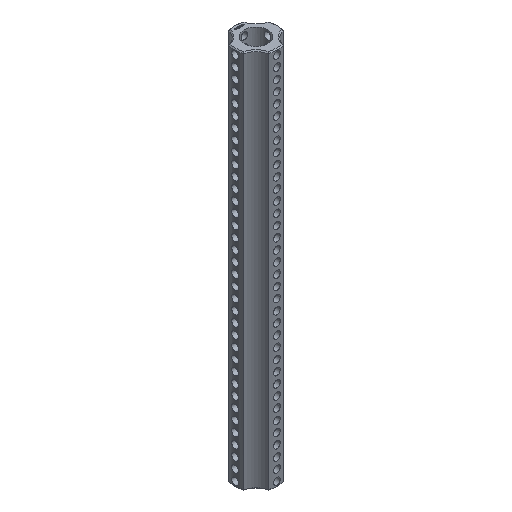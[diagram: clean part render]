
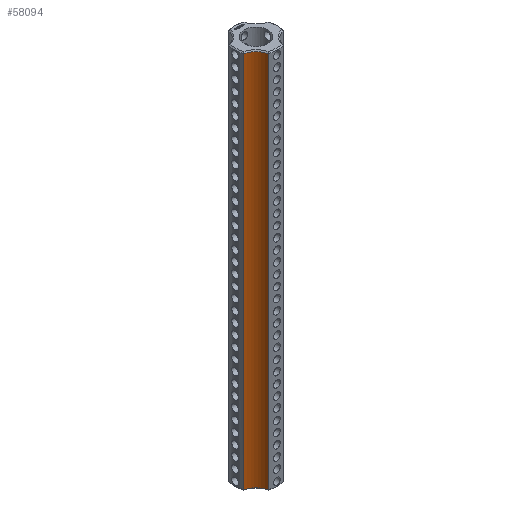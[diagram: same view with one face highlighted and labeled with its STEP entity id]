
A CAD part, isometric view. The second image highlights one B-rep face of the part: STEP entity #58094.
In plain terms, the highlighted cylindrical face has radius 5 mm (diameter 10 mm), a partial arc.
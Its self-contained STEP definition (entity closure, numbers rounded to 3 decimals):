
#7785 = CYLINDRICAL_SURFACE('',#7786,6.25);
#7786 = AXIS2_PLACEMENT_3D('',#7787,#7788,#7789);
#7787 = CARTESIAN_POINT('',(0.,0.,0.));
#7788 = DIRECTION('',(-0.,-0.,-1.));
#7789 = DIRECTION('',(1.,0.,0.));
#17004 = EDGE_CURVE('',#17005,#17007,#17009,.T.);
#17005 = VERTEX_POINT('',#17006);
#17006 = CARTESIAN_POINT('',(-2.225,-5.841,0.3));
#17007 = VERTEX_POINT('',#17008);
#17008 = CARTESIAN_POINT('',(-2.225,-5.841,112.2));
#17009 = SURFACE_CURVE('',#17010,(#17014,#17021),.PCURVE_S1.);
#17010 = LINE('',#17011,#17012);
#17011 = CARTESIAN_POINT('',(-2.225,-5.841,0.));
#17012 = VECTOR('',#17013,1.);
#17013 = DIRECTION('',(0.,0.,1.));
#17014 = PCURVE('',#7785,#17015);
#17015 = DEFINITIONAL_REPRESENTATION('',(#17016),#17020);
#17016 = LINE('',#17017,#17018);
#17017 = CARTESIAN_POINT('',(-4.348,0.));
#17018 = VECTOR('',#17019,1.);
#17019 = DIRECTION('',(-0.,-1.));
#17020 = ( GEOMETRIC_REPRESENTATION_CONTEXT(2) 
PARAMETRIC_REPRESENTATION_CONTEXT() REPRESENTATION_CONTEXT('2D SPACE',''
  ) );
#17021 = PCURVE('',#17022,#17027);
#17022 = CYLINDRICAL_SURFACE('',#17023,5.);
#17023 = AXIS2_PLACEMENT_3D('',#17024,#17025,#17026);
#17024 = CARTESIAN_POINT('',(-7.071,-7.071,0.));
#17025 = DIRECTION('',(-0.,-0.,-1.));
#17026 = DIRECTION('',(1.,0.,0.));
#17027 = DEFINITIONAL_REPRESENTATION('',(#17028),#17032);
#17028 = LINE('',#17029,#17030);
#17029 = CARTESIAN_POINT('',(-0.249,0.));
#17030 = VECTOR('',#17031,1.);
#17031 = DIRECTION('',(-0.,-1.));
#17032 = ( GEOMETRIC_REPRESENTATION_CONTEXT(2) 
PARAMETRIC_REPRESENTATION_CONTEXT() REPRESENTATION_CONTEXT('2D SPACE',''
  ) );
#23228 = CONICAL_SURFACE('',#23229,5.,0.785);
#23229 = AXIS2_PLACEMENT_3D('',#23230,#23231,#23232);
#23230 = CARTESIAN_POINT('',(-7.071,-7.071,0.3));
#23231 = DIRECTION('',(-0.,-0.,-1.));
#23232 = DIRECTION('',(0.969,0.246,0.));
#23430 = CONICAL_SURFACE('',#23431,5.,0.785);
#23431 = AXIS2_PLACEMENT_3D('',#23432,#23433,#23434);
#23432 = CARTESIAN_POINT('',(-7.071,-7.071,112.2));
#23433 = DIRECTION('',(0.,0.,1.));
#23434 = DIRECTION('',(0.969,0.246,0.));
#58094 = ADVANCED_FACE('',(#58095),#17022,.F.);
#58095 = FACE_BOUND('',#58096,.T.);
#58096 = EDGE_LOOP('',(#58097,#58098,#58122,#58150));
#58097 = ORIENTED_EDGE('',*,*,#17004,.T.);
#58098 = ORIENTED_EDGE('',*,*,#58099,.T.);
#58099 = EDGE_CURVE('',#17007,#58100,#58102,.T.);
#58100 = VERTEX_POINT('',#58101);
#58101 = CARTESIAN_POINT('',(-5.841,-2.225,112.2));
#58102 = SURFACE_CURVE('',#58103,(#58108,#58115),.PCURVE_S1.);
#58103 = CIRCLE('',#58104,5.);
#58104 = AXIS2_PLACEMENT_3D('',#58105,#58106,#58107);
#58105 = CARTESIAN_POINT('',(-7.071,-7.071,112.2));
#58106 = DIRECTION('',(0.,-0.,1.));
#58107 = DIRECTION('',(0.969,0.246,0.));
#58108 = PCURVE('',#17022,#58109);
#58109 = DEFINITIONAL_REPRESENTATION('',(#58110),#58114);
#58110 = LINE('',#58111,#58112);
#58111 = CARTESIAN_POINT('',(-0.249,-112.2));
#58112 = VECTOR('',#58113,1.);
#58113 = DIRECTION('',(-1.,0.));
#58114 = ( GEOMETRIC_REPRESENTATION_CONTEXT(2) 
PARAMETRIC_REPRESENTATION_CONTEXT() REPRESENTATION_CONTEXT('2D SPACE',''
  ) );
#58115 = PCURVE('',#23430,#58116);
#58116 = DEFINITIONAL_REPRESENTATION('',(#58117),#58121);
#58117 = LINE('',#58118,#58119);
#58118 = CARTESIAN_POINT('',(0.,0.));
#58119 = VECTOR('',#58120,1.);
#58120 = DIRECTION('',(1.,0.));
#58121 = ( GEOMETRIC_REPRESENTATION_CONTEXT(2) 
PARAMETRIC_REPRESENTATION_CONTEXT() REPRESENTATION_CONTEXT('2D SPACE',''
  ) );
#58122 = ORIENTED_EDGE('',*,*,#58123,.F.);
#58123 = EDGE_CURVE('',#58124,#58100,#58126,.T.);
#58124 = VERTEX_POINT('',#58125);
#58125 = CARTESIAN_POINT('',(-5.841,-2.225,0.3));
#58126 = SURFACE_CURVE('',#58127,(#58131,#58138),.PCURVE_S1.);
#58127 = LINE('',#58128,#58129);
#58128 = CARTESIAN_POINT('',(-5.841,-2.225,0.));
#58129 = VECTOR('',#58130,1.);
#58130 = DIRECTION('',(0.,0.,1.));
#58131 = PCURVE('',#17022,#58132);
#58132 = DEFINITIONAL_REPRESENTATION('',(#58133),#58137);
#58133 = LINE('',#58134,#58135);
#58134 = CARTESIAN_POINT('',(-1.322,0.));
#58135 = VECTOR('',#58136,1.);
#58136 = DIRECTION('',(-0.,-1.));
#58137 = ( GEOMETRIC_REPRESENTATION_CONTEXT(2) 
PARAMETRIC_REPRESENTATION_CONTEXT() REPRESENTATION_CONTEXT('2D SPACE',''
  ) );
#58138 = PCURVE('',#58139,#58144);
#58139 = CYLINDRICAL_SURFACE('',#58140,6.25);
#58140 = AXIS2_PLACEMENT_3D('',#58141,#58142,#58143);
#58141 = CARTESIAN_POINT('',(0.,0.,0.));
#58142 = DIRECTION('',(-0.,-0.,-1.));
#58143 = DIRECTION('',(1.,0.,0.));
#58144 = DEFINITIONAL_REPRESENTATION('',(#58145),#58149);
#58145 = LINE('',#58146,#58147);
#58146 = CARTESIAN_POINT('',(-3.506,0.));
#58147 = VECTOR('',#58148,1.);
#58148 = DIRECTION('',(-0.,-1.));
#58149 = ( GEOMETRIC_REPRESENTATION_CONTEXT(2) 
PARAMETRIC_REPRESENTATION_CONTEXT() REPRESENTATION_CONTEXT('2D SPACE',''
  ) );
#58150 = ORIENTED_EDGE('',*,*,#58151,.F.);
#58151 = EDGE_CURVE('',#17005,#58124,#58152,.T.);
#58152 = SURFACE_CURVE('',#58153,(#58158,#58165),.PCURVE_S1.);
#58153 = CIRCLE('',#58154,5.);
#58154 = AXIS2_PLACEMENT_3D('',#58155,#58156,#58157);
#58155 = CARTESIAN_POINT('',(-7.071,-7.071,0.3));
#58156 = DIRECTION('',(0.,-0.,1.));
#58157 = DIRECTION('',(0.969,0.246,0.));
#58158 = PCURVE('',#17022,#58159);
#58159 = DEFINITIONAL_REPRESENTATION('',(#58160),#58164);
#58160 = LINE('',#58161,#58162);
#58161 = CARTESIAN_POINT('',(-0.249,-0.3));
#58162 = VECTOR('',#58163,1.);
#58163 = DIRECTION('',(-1.,0.));
#58164 = ( GEOMETRIC_REPRESENTATION_CONTEXT(2) 
PARAMETRIC_REPRESENTATION_CONTEXT() REPRESENTATION_CONTEXT('2D SPACE',''
  ) );
#58165 = PCURVE('',#23228,#58166);
#58166 = DEFINITIONAL_REPRESENTATION('',(#58167),#58171);
#58167 = LINE('',#58168,#58169);
#58168 = CARTESIAN_POINT('',(-0.,0.));
#58169 = VECTOR('',#58170,1.);
#58170 = DIRECTION('',(-1.,0.));
#58171 = ( GEOMETRIC_REPRESENTATION_CONTEXT(2) 
PARAMETRIC_REPRESENTATION_CONTEXT() REPRESENTATION_CONTEXT('2D SPACE',''
  ) );
